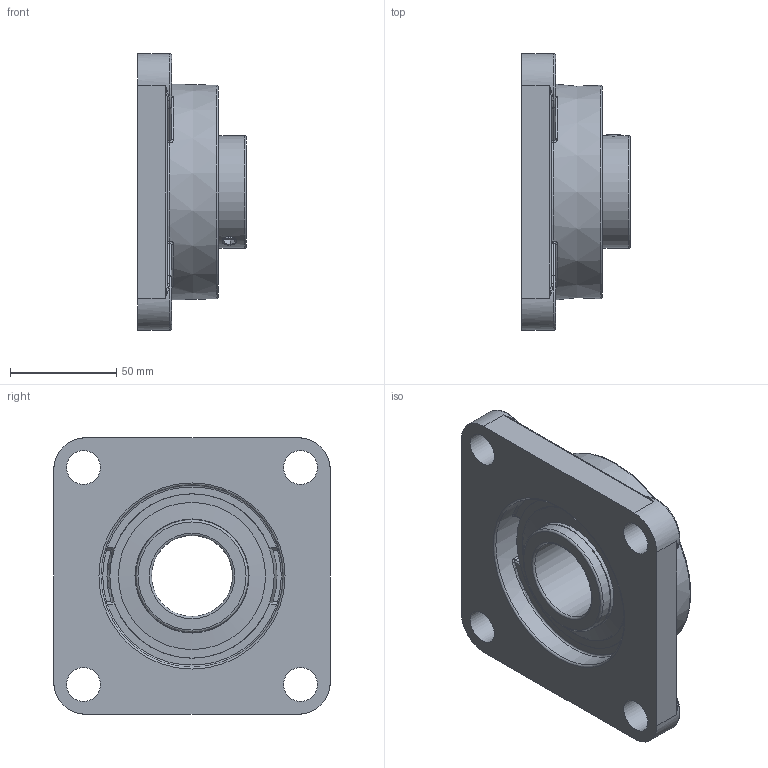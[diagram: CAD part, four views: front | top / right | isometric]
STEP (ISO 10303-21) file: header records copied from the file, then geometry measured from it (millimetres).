
FILE_DESCRIPTION(/* description */ ('Alibre Inc.'),/* implementation_level */ '2;1');
FILE_NAME(/* name */ 'export-A74D3F9E-2F1A-4C0E-945A-A7ACF07BDBFC',/* time_stamp */ '2020-05-28T10:20:59-07:00',/* author */ (''),/* organization */ (''),/* preprocessor_version */ 'ST-DEVELOPER v17',/* originating_system */ 'Alibre',/* authorisation */ '');
FILE_SCHEMA (('CONFIG_CONTROL_DESIGN'));
Length unit declared in the file: inch
Bounding box: 51.2 x 130 x 130 mm (x, y, z)
Volume: 298633.2 mm3; surface area: 89997.2 mm2
Topology: 16 solids, 16 shells, 210 faces, 501 edges, 287 vertices
Faces by surface type: cylinder 58, plane 58, torus 33, bspline 28, sphere 24, cone 9
Full cylindrical faces by diameter (mm): 6.782 x4, 16 x4, 38.1 x1, 52.832 x4, 53.594 x2, 69.215 x4, 83.82 x1, 85.725 x1, 88.22 x1
Entity records: 9569 total; most frequent: CARTESIAN_POINT 4912, DIRECTION 775, ORIENTED_EDGE 740, AXIS2_PLACEMENT_3D 375, EDGE_CURVE 370, FACE_BOUND 265, EDGE_LOOP 256, VERTEX_POINT 245
